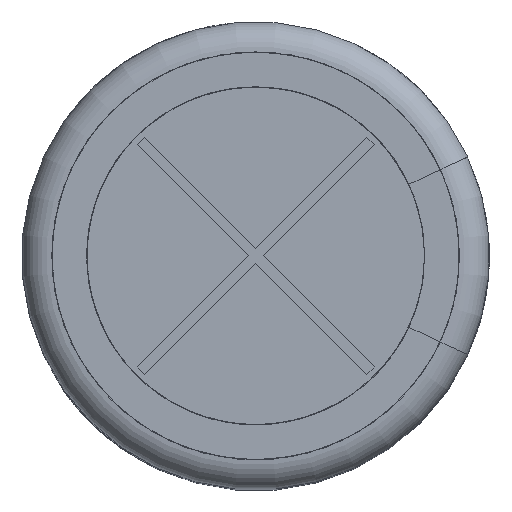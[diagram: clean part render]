
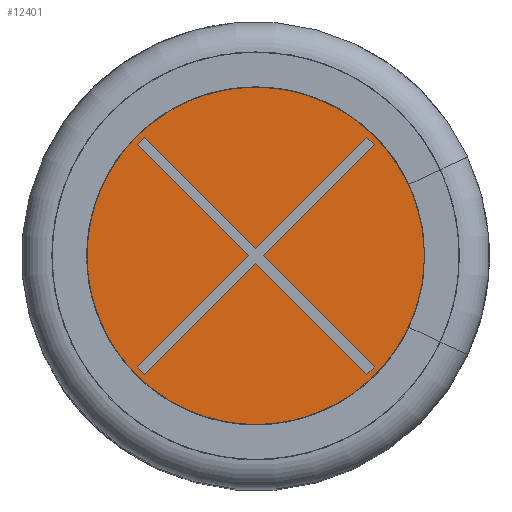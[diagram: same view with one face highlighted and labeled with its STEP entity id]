
A CAD part, top view. The second image highlights one B-rep face of the part: STEP entity #12401.
In plain terms, the highlighted planar face has unit normal (0, 0, 1).
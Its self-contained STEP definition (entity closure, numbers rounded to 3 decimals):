
#1048=LINE('',#28046,#1687);
#1051=LINE('',#28052,#1690);
#1053=LINE('',#28056,#1692);
#1055=LINE('',#28060,#1694);
#1057=LINE('',#28064,#1696);
#1059=LINE('',#28068,#1698);
#1061=LINE('',#28072,#1700);
#1063=LINE('',#28076,#1702);
#1065=LINE('',#28080,#1704);
#1067=LINE('',#28084,#1706);
#1069=LINE('',#28088,#1708);
#1071=LINE('',#28092,#1710);
#1687=VECTOR('',#15389,1000.);
#1690=VECTOR('',#15394,1000.);
#1692=VECTOR('',#15398,1000.);
#1694=VECTOR('',#15402,1000.);
#1696=VECTOR('',#15406,1000.);
#1698=VECTOR('',#15410,1000.);
#1700=VECTOR('',#15414,1000.);
#1702=VECTOR('',#15418,1000.);
#1704=VECTOR('',#15422,1000.);
#1706=VECTOR('',#15426,1000.);
#1708=VECTOR('',#15430,1000.);
#1710=VECTOR('',#15434,1000.);
#4293=ORIENTED_EDGE('',*,*,#5535,.T.);
#4294=ORIENTED_EDGE('',*,*,#5558,.T.);
#4295=ORIENTED_EDGE('',*,*,#5556,.T.);
#4296=ORIENTED_EDGE('',*,*,#5554,.T.);
#4297=ORIENTED_EDGE('',*,*,#5552,.T.);
#4298=ORIENTED_EDGE('',*,*,#5550,.T.);
#4299=ORIENTED_EDGE('',*,*,#5548,.T.);
#4300=ORIENTED_EDGE('',*,*,#5546,.T.);
#4301=ORIENTED_EDGE('',*,*,#5544,.T.);
#4302=ORIENTED_EDGE('',*,*,#5542,.T.);
#4303=ORIENTED_EDGE('',*,*,#5540,.T.);
#4304=ORIENTED_EDGE('',*,*,#5538,.T.);
#4305=ORIENTED_EDGE('',*,*,#5562,.F.);
#5535=EDGE_CURVE('',#6402,#6403,#1048,.T.);
#5538=EDGE_CURVE('',#6404,#6402,#1051,.T.);
#5540=EDGE_CURVE('',#6405,#6404,#1053,.T.);
#5542=EDGE_CURVE('',#6406,#6405,#1055,.T.);
#5544=EDGE_CURVE('',#6407,#6406,#1057,.T.);
#5546=EDGE_CURVE('',#6408,#6407,#1059,.T.);
#5548=EDGE_CURVE('',#6409,#6408,#1061,.T.);
#5550=EDGE_CURVE('',#6410,#6409,#1063,.T.);
#5552=EDGE_CURVE('',#6411,#6410,#1065,.T.);
#5554=EDGE_CURVE('',#6412,#6411,#1067,.T.);
#5556=EDGE_CURVE('',#6413,#6412,#1069,.T.);
#5558=EDGE_CURVE('',#6403,#6413,#1071,.T.);
#5562=EDGE_CURVE('',#6417,#6417,#6716,.T.);
#6402=VERTEX_POINT('',#28047);
#6403=VERTEX_POINT('',#28048);
#6404=VERTEX_POINT('',#28053);
#6405=VERTEX_POINT('',#28057);
#6406=VERTEX_POINT('',#28061);
#6407=VERTEX_POINT('',#28065);
#6408=VERTEX_POINT('',#28069);
#6409=VERTEX_POINT('',#28073);
#6410=VERTEX_POINT('',#28077);
#6411=VERTEX_POINT('',#28081);
#6412=VERTEX_POINT('',#28085);
#6413=VERTEX_POINT('',#28089);
#6417=VERTEX_POINT('',#28103);
#6716=CIRCLE('',#13210,9.589);
#7339=EDGE_LOOP('',(#4293,#4294,#4295,#4296,#4297,#4298,#4299,#4300,#4301,
#4302,#4303,#4304));
#7340=EDGE_LOOP('',(#4305));
#7971=FACE_BOUND('',#7339,.T.);
#7972=FACE_BOUND('',#7340,.T.);
#8283=PLANE('',#13211);
#12401=ADVANCED_FACE('',(#7971,#7972),#8283,.T.);
#13210=AXIS2_PLACEMENT_3D('',#28102,#15447,#15448);
#13211=AXIS2_PLACEMENT_3D('',#28104,#15449,#15450);
#15389=DIRECTION('',(0.707,0.707,0.));
#15394=DIRECTION('',(-0.707,0.707,0.));
#15398=DIRECTION('',(0.707,0.707,0.));
#15402=DIRECTION('',(-0.707,0.707,0.));
#15406=DIRECTION('',(-0.707,-0.707,0.));
#15410=DIRECTION('',(-0.707,0.707,0.));
#15414=DIRECTION('',(-0.707,-0.707,0.));
#15418=DIRECTION('',(0.707,-0.707,0.));
#15422=DIRECTION('',(-0.707,-0.707,0.));
#15426=DIRECTION('',(0.707,-0.707,0.));
#15430=DIRECTION('',(0.707,0.707,0.));
#15434=DIRECTION('',(0.707,-0.707,0.));
#15447=DIRECTION('',(0.,0.,-1.));
#15448=DIRECTION('',(-1.,0.,0.));
#15449=DIRECTION('',(0.,0.,1.));
#15450=DIRECTION('',(1.,0.,0.));
#28046=CARTESIAN_POINT('',(-5.226,5.572,30.78));
#28047=CARTESIAN_POINT('',(-5.572,5.226,30.78));
#28048=CARTESIAN_POINT('',(-5.226,5.572,30.78));
#28052=CARTESIAN_POINT('',(-0.346,0.,30.78));
#28053=CARTESIAN_POINT('',(-0.346,0.,30.78));
#28056=CARTESIAN_POINT('',(-0.346,0.,30.78));
#28057=CARTESIAN_POINT('',(-5.572,-5.226,30.78));
#28060=CARTESIAN_POINT('',(-5.226,-5.572,30.78));
#28061=CARTESIAN_POINT('',(-5.226,-5.572,30.78));
#28064=CARTESIAN_POINT('',(0.,-0.346,30.78));
#28065=CARTESIAN_POINT('',(0.,-0.346,30.78));
#28068=CARTESIAN_POINT('',(0.,-0.346,30.78));
#28069=CARTESIAN_POINT('',(5.226,-5.572,30.78));
#28072=CARTESIAN_POINT('',(5.572,-5.226,30.78));
#28073=CARTESIAN_POINT('',(5.572,-5.226,30.78));
#28076=CARTESIAN_POINT('',(0.346,0.,30.78));
#28077=CARTESIAN_POINT('',(0.346,0.,30.78));
#28080=CARTESIAN_POINT('',(0.346,0.,30.78));
#28081=CARTESIAN_POINT('',(5.572,5.226,30.78));
#28084=CARTESIAN_POINT('',(5.572,5.226,30.78));
#28085=CARTESIAN_POINT('',(5.226,5.572,30.78));
#28088=CARTESIAN_POINT('',(0.,0.346,30.78));
#28089=CARTESIAN_POINT('',(0.,0.346,30.78));
#28092=CARTESIAN_POINT('',(0.,0.346,30.78));
#28102=CARTESIAN_POINT('',(0.,0.,30.78));
#28103=CARTESIAN_POINT('',(-9.589,0.,30.78));
#28104=CARTESIAN_POINT('',(-9.589,0.,30.78));
